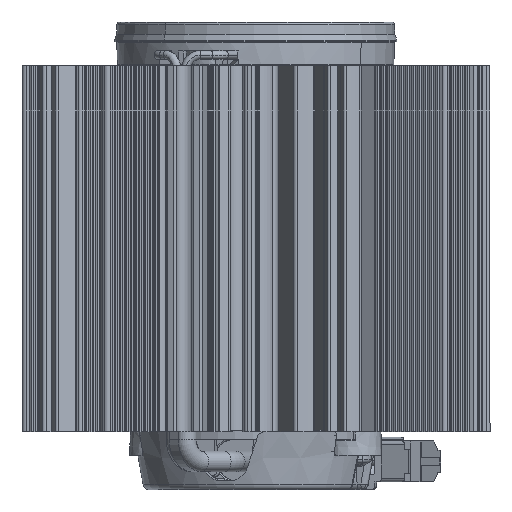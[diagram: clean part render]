
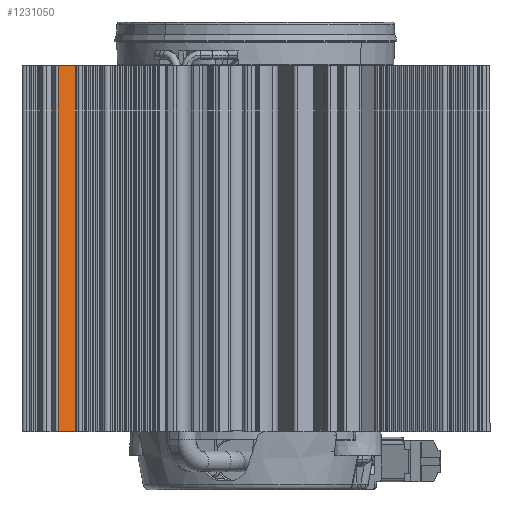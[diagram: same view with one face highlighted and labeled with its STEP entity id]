
A CAD part, front view. The second image highlights one B-rep face of the part: STEP entity #1231050.
In plain terms, the highlighted face is planar.
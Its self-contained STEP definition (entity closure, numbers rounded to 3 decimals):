
#913470=CARTESIAN_POINT('',(129.632,-63.237,
-46.589));
#913480=VERTEX_POINT('',#913470);
#913510=CARTESIAN_POINT('',(139.753,-63.237,
-42.905));
#913520=DIRECTION('',(-0.94,0.,
-0.342));
#913530=VECTOR('',#913520,1.);
#913540=LINE('',#913510,#913530);
#913550=CARTESIAN_POINT('',(127.179,-63.237,
-47.482));
#913560=VERTEX_POINT('',#913550);
#913570=EDGE_CURVE('',#913480,#913560,#913540,.T.);
#1230750=CARTESIAN_POINT('',(125.397,-19.237,
-48.13));
#1230760=DIRECTION('',(-0.342,0.,
0.94));
#1230770=DIRECTION('',(0.94,0.,
0.342));
#1230780=AXIS2_PLACEMENT_3D('',#1230750,#1230760,#1230770);
#1230790=PLANE('',#1230780);
#1230800=CARTESIAN_POINT('',(-6.491,-13.237,
-96.133));
#1230810=DIRECTION('',(0.94,0.,
0.342));
#1230820=VECTOR('',#1230810,1.);
#1230830=LINE('',#1230800,#1230820);
#1230840=CARTESIAN_POINT('',(127.179,-13.237,
-47.482));
#1230850=VERTEX_POINT('',#1230840);
#1230860=CARTESIAN_POINT('',(129.632,-13.237,
-46.589));
#1230870=VERTEX_POINT('',#1230860);
#1230880=EDGE_CURVE('',#1230850,#1230870,#1230830,.T.);
#1230890=ORIENTED_EDGE('',*,*,#1230880,.T.);
#1230900=CARTESIAN_POINT('',(127.179,-63.237,
-47.482));
#1230910=DIRECTION('',(0.,-1.,0.))
;
#1230920=VECTOR('',#1230910,1.);
#1230930=LINE('',#1230900,#1230920);
#1230940=EDGE_CURVE('',#1230850,#913560,#1230930,.T.);
#1230950=ORIENTED_EDGE('',*,*,#1230940,.F.);
#1230960=ORIENTED_EDGE('',*,*,#913570,.T.);
#1230970=CARTESIAN_POINT('',(129.632,-21.737,
-46.589));
#1230980=DIRECTION('',(0.,1.,0.));
#1230990=VECTOR('',#1230980,1.);
#1231000=LINE('',#1230970,#1230990);
#1231010=EDGE_CURVE('',#913480,#1230870,#1231000,.T.);
#1231020=ORIENTED_EDGE('',*,*,#1231010,.F.);
#1231030=EDGE_LOOP('',(#1231020,#1230960,#1230950,#1230890));
#1231040=FACE_OUTER_BOUND('',#1231030,.T.);
#1231050=ADVANCED_FACE('',(#1231040),#1230790,.F.);
